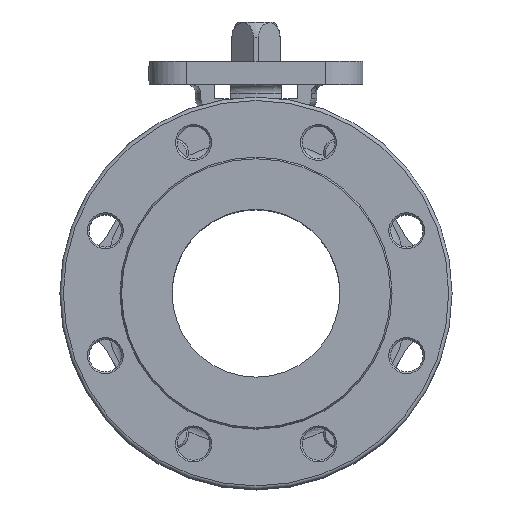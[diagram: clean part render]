
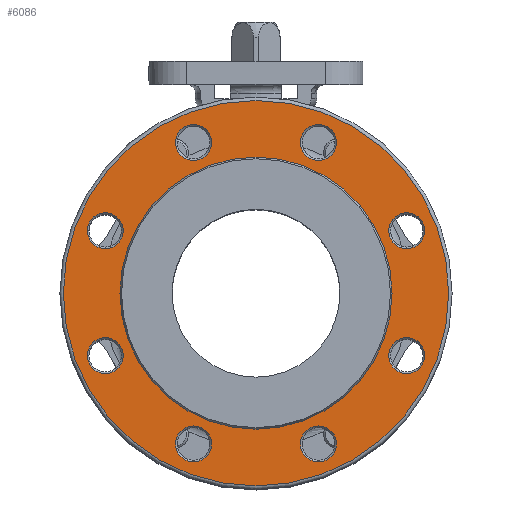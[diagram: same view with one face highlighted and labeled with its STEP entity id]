
A CAD part, top view. The second image highlights one B-rep face of the part: STEP entity #6086.
In plain terms, the highlighted planar face has unit normal (0, 0, 1).
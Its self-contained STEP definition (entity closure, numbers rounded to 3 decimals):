
#691=PLANE('',#6615);
#1258=ORIENTED_EDGE('',*,*,#3049,.F.);
#1259=ORIENTED_EDGE('',*,*,#3051,.F.);
#1260=ORIENTED_EDGE('',*,*,#3052,.F.);
#1261=ORIENTED_EDGE('',*,*,#3053,.F.);
#1262=ORIENTED_EDGE('',*,*,#3054,.F.);
#1263=ORIENTED_EDGE('',*,*,#3055,.F.);
#1264=ORIENTED_EDGE('',*,*,#3056,.F.);
#1265=ORIENTED_EDGE('',*,*,#3057,.F.);
#1266=ORIENTED_EDGE('',*,*,#3058,.F.);
#1267=ORIENTED_EDGE('',*,*,#3048,.T.);
#3048=EDGE_CURVE('',#3941,#3941,#4543,.T.);
#3049=EDGE_CURVE('',#3942,#3942,#4544,.T.);
#3051=EDGE_CURVE('',#3944,#3944,#4546,.T.);
#3052=EDGE_CURVE('',#3945,#3945,#4547,.T.);
#3053=EDGE_CURVE('',#3946,#3946,#4548,.T.);
#3054=EDGE_CURVE('',#3947,#3947,#4549,.T.);
#3055=EDGE_CURVE('',#3948,#3948,#4550,.T.);
#3056=EDGE_CURVE('',#3949,#3949,#4551,.T.);
#3057=EDGE_CURVE('',#3950,#3950,#4552,.T.);
#3058=EDGE_CURVE('',#3951,#3951,#4553,.T.);
#3941=VERTEX_POINT('',#9563);
#3942=VERTEX_POINT('',#9566);
#3944=VERTEX_POINT('',#9571);
#3945=VERTEX_POINT('',#9573);
#3946=VERTEX_POINT('',#9575);
#3947=VERTEX_POINT('',#9577);
#3948=VERTEX_POINT('',#9579);
#3949=VERTEX_POINT('',#9581);
#3950=VERTEX_POINT('',#9583);
#3951=VERTEX_POINT('',#9585);
#4543=CIRCLE('',#6611,79.424);
#4544=CIRCLE('',#6613,112.5);
#4546=CIRCLE('',#6616,10.5);
#4547=CIRCLE('',#6617,10.5);
#4548=CIRCLE('',#6618,10.5);
#4549=CIRCLE('',#6619,10.5);
#4550=CIRCLE('',#6620,10.5);
#4551=CIRCLE('',#6621,10.5);
#4552=CIRCLE('',#6622,10.5);
#4553=CIRCLE('',#6623,10.5);
#4885=EDGE_LOOP('',(#1258));
#4886=EDGE_LOOP('',(#1259));
#4887=EDGE_LOOP('',(#1260));
#4888=EDGE_LOOP('',(#1261));
#4889=EDGE_LOOP('',(#1262));
#4890=EDGE_LOOP('',(#1263));
#4891=EDGE_LOOP('',(#1264));
#4892=EDGE_LOOP('',(#1265));
#4893=EDGE_LOOP('',(#1266));
#4894=EDGE_LOOP('',(#1267));
#5442=FACE_BOUND('',#4885,.T.);
#5443=FACE_BOUND('',#4886,.T.);
#5444=FACE_BOUND('',#4887,.T.);
#5445=FACE_BOUND('',#4888,.T.);
#5446=FACE_BOUND('',#4889,.T.);
#5447=FACE_BOUND('',#4890,.T.);
#5448=FACE_BOUND('',#4891,.T.);
#5449=FACE_BOUND('',#4892,.T.);
#5450=FACE_BOUND('',#4893,.T.);
#5451=FACE_BOUND('',#4894,.T.);
#6086=ADVANCED_FACE('',(#5442,#5443,#5444,#5445,#5446,#5447,#5448,#5449,
#5450,#5451),#691,.F.);
#6611=AXIS2_PLACEMENT_3D('',#9562,#7578,#7579);
#6613=AXIS2_PLACEMENT_3D('',#9565,#7582,#7583);
#6615=AXIS2_PLACEMENT_3D('',#9569,#7586,#7587);
#6616=AXIS2_PLACEMENT_3D('',#9570,#7588,#7589);
#6617=AXIS2_PLACEMENT_3D('',#9572,#7590,#7591);
#6618=AXIS2_PLACEMENT_3D('',#9574,#7592,#7593);
#6619=AXIS2_PLACEMENT_3D('',#9576,#7594,#7595);
#6620=AXIS2_PLACEMENT_3D('',#9578,#7596,#7597);
#6621=AXIS2_PLACEMENT_3D('',#9580,#7598,#7599);
#6622=AXIS2_PLACEMENT_3D('',#9582,#7600,#7601);
#6623=AXIS2_PLACEMENT_3D('',#9584,#7602,#7603);
#7578=DIRECTION('',(0.,0.,-1.));
#7579=DIRECTION('',(-1.,0.,0.));
#7582=DIRECTION('',(0.,0.,-1.));
#7583=DIRECTION('',(-1.,0.,0.));
#7586=DIRECTION('',(0.,0.,-1.));
#7587=DIRECTION('',(-1.,0.,0.));
#7588=DIRECTION('',(0.,0.,1.));
#7589=DIRECTION('',(1.,0.,0.));
#7590=DIRECTION('',(0.,0.,1.));
#7591=DIRECTION('',(1.,0.,0.));
#7592=DIRECTION('',(0.,0.,1.));
#7593=DIRECTION('',(1.,0.,0.));
#7594=DIRECTION('',(0.,0.,1.));
#7595=DIRECTION('',(1.,0.,0.));
#7596=DIRECTION('',(0.,0.,1.));
#7597=DIRECTION('',(1.,0.,0.));
#7598=DIRECTION('',(0.,0.,1.));
#7599=DIRECTION('',(1.,0.,0.));
#7600=DIRECTION('',(0.,0.,1.));
#7601=DIRECTION('',(1.,0.,0.));
#7602=DIRECTION('',(0.,0.,1.));
#7603=DIRECTION('',(1.,0.,0.));
#9562=CARTESIAN_POINT('',(0.,0.,105.4));
#9563=CARTESIAN_POINT('',(-79.424,0.,105.4));
#9565=CARTESIAN_POINT('',(0.,0.,105.4));
#9566=CARTESIAN_POINT('',(-112.5,0.,105.4));
#9569=CARTESIAN_POINT('',(0.,79.424,105.4));
#9570=CARTESIAN_POINT('',(36.451,88.,105.4));
#9571=CARTESIAN_POINT('',(46.951,88.,105.4));
#9572=CARTESIAN_POINT('',(88.,36.451,105.4));
#9573=CARTESIAN_POINT('',(98.5,36.451,105.4));
#9574=CARTESIAN_POINT('',(88.,-36.451,105.4));
#9575=CARTESIAN_POINT('',(98.5,-36.451,105.4));
#9576=CARTESIAN_POINT('',(36.451,-88.,105.4));
#9577=CARTESIAN_POINT('',(46.951,-88.,105.4));
#9578=CARTESIAN_POINT('',(-36.451,-88.,105.4));
#9579=CARTESIAN_POINT('',(-25.951,-88.,105.4));
#9580=CARTESIAN_POINT('',(-88.,-36.451,105.4));
#9581=CARTESIAN_POINT('',(-77.5,-36.451,105.4));
#9582=CARTESIAN_POINT('',(-88.,36.451,105.4));
#9583=CARTESIAN_POINT('',(-77.5,36.451,105.4));
#9584=CARTESIAN_POINT('',(-36.451,88.,105.4));
#9585=CARTESIAN_POINT('',(-25.951,88.,105.4));
